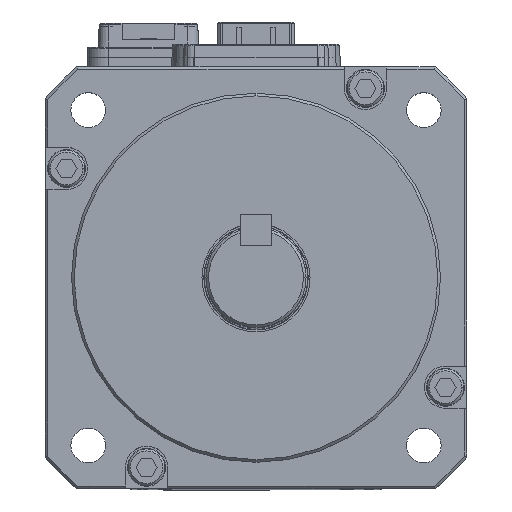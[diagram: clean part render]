
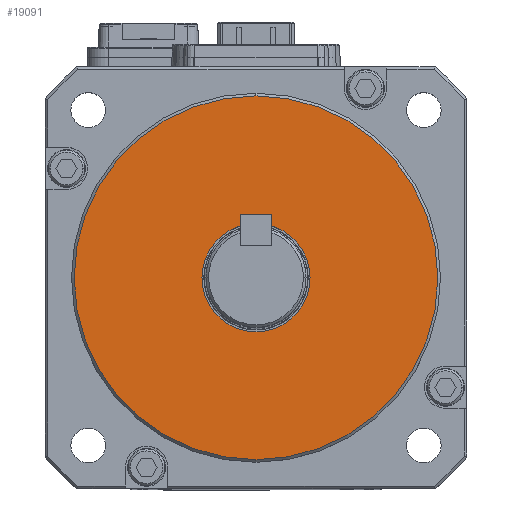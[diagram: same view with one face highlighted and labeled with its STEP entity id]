
A CAD part, top view. The second image highlights one B-rep face of the part: STEP entity #19091.
In plain terms, the highlighted planar face has unit normal (0, 0, 1).
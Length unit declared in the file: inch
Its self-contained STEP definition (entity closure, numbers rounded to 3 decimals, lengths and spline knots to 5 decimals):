
#1617 = DIRECTION ( 'NONE',  ( 0., -1., 0. ) ) ;
#1733 = ORIENTED_EDGE ( 'NONE', *, *, #60608, .T. ) ;
#1754 = EDGE_CURVE ( 'NONE', #37136, #46738, #11520, .T. ) ;
#3751 = AXIS2_PLACEMENT_3D ( 'NONE', #21370, #26413, #59977 ) ;
#5756 = EDGE_LOOP ( 'NONE', ( #56169, #10278 ) ) ;
#7171 = VERTEX_POINT ( 'NONE', #7982 ) ;
#7833 = ORIENTED_EDGE ( 'NONE', *, *, #18067, .T. ) ;
#7982 = CARTESIAN_POINT ( 'NONE',  ( 0., 0.40354, 2.69685 ) ) ;
#10278 = ORIENTED_EDGE ( 'NONE', *, *, #1754, .F. ) ;
#11171 = CARTESIAN_POINT ( 'NONE',  ( 0., -1.35827, 2.69685 ) ) ;
#11455 = CARTESIAN_POINT ( 'NONE',  ( 0., 0., 2.69685 ) ) ;
#11520 = CIRCLE ( 'NONE', #3751, 1.35827 ) ;
#11792 = CARTESIAN_POINT ( 'NONE',  ( 0., 0., 2.69685 ) ) ;
#12065 = CARTESIAN_POINT ( 'NONE',  ( 0., 0., 2.69685 ) ) ;
#12504 = EDGE_LOOP ( 'NONE', ( #7833, #1733 ) ) ;
#15146 = CIRCLE ( 'NONE', #46885, 0.40354 ) ;
#16642 = DIRECTION ( 'NONE',  ( 0., 0., -1. ) ) ;
#16746 = FACE_BOUND ( 'NONE', #12504, .T. ) ;
#18067 = EDGE_CURVE ( 'NONE', #7171, #34466, #15146, .T. ) ;
#18242 = AXIS2_PLACEMENT_3D ( 'NONE', #12065, #51351, #50518 ) ;
#18507 = CARTESIAN_POINT ( 'NONE',  ( 0., -0.40354, 2.69685 ) ) ;
#19091 = ADVANCED_FACE ( 'NONE', ( #16746, #25007 ), #49754, .T. ) ;
#21370 = CARTESIAN_POINT ( 'NONE',  ( 0., 0., 2.69685 ) ) ;
#24070 = CIRCLE ( 'NONE', #18242, 1.35827 ) ;
#25007 = FACE_OUTER_BOUND ( 'NONE', #5756, .T. ) ;
#26413 = DIRECTION ( 'NONE',  ( 0., 0., -1. ) ) ;
#30603 = CARTESIAN_POINT ( 'NONE',  ( 0., 0., 2.69685 ) ) ;
#31059 = CARTESIAN_POINT ( 'NONE',  ( 0., 1.35827, 2.69685 ) ) ;
#34466 = VERTEX_POINT ( 'NONE', #18507 ) ;
#36759 = CIRCLE ( 'NONE', #58443, 0.40354 ) ;
#37136 = VERTEX_POINT ( 'NONE', #11171 ) ;
#37303 = AXIS2_PLACEMENT_3D ( 'NONE', #30603, #59570, #1617 ) ;
#43826 = EDGE_CURVE ( 'NONE', #46738, #37136, #24070, .T. ) ;
#45081 = DIRECTION ( 'NONE',  ( 0., 1., 0. ) ) ;
#46738 = VERTEX_POINT ( 'NONE', #31059 ) ;
#46885 = AXIS2_PLACEMENT_3D ( 'NONE', #11455, #49896, #45081 ) ;
#49754 = PLANE ( 'NONE',  #37303 ) ;
#49896 = DIRECTION ( 'NONE',  ( 0., 0., -1. ) ) ;
#50518 = DIRECTION ( 'NONE',  ( 0., 1., 0. ) ) ;
#51351 = DIRECTION ( 'NONE',  ( 0., 0., -1. ) ) ;
#56169 = ORIENTED_EDGE ( 'NONE', *, *, #43826, .F. ) ;
#58443 = AXIS2_PLACEMENT_3D ( 'NONE', #11792, #16642, #60079 ) ;
#59570 = DIRECTION ( 'NONE',  ( 0., 0., 1. ) ) ;
#59977 = DIRECTION ( 'NONE',  ( 0., 1., 0. ) ) ;
#60079 = DIRECTION ( 'NONE',  ( 0., 1., 0. ) ) ;
#60608 = EDGE_CURVE ( 'NONE', #34466, #7171, #36759, .T. ) ;
